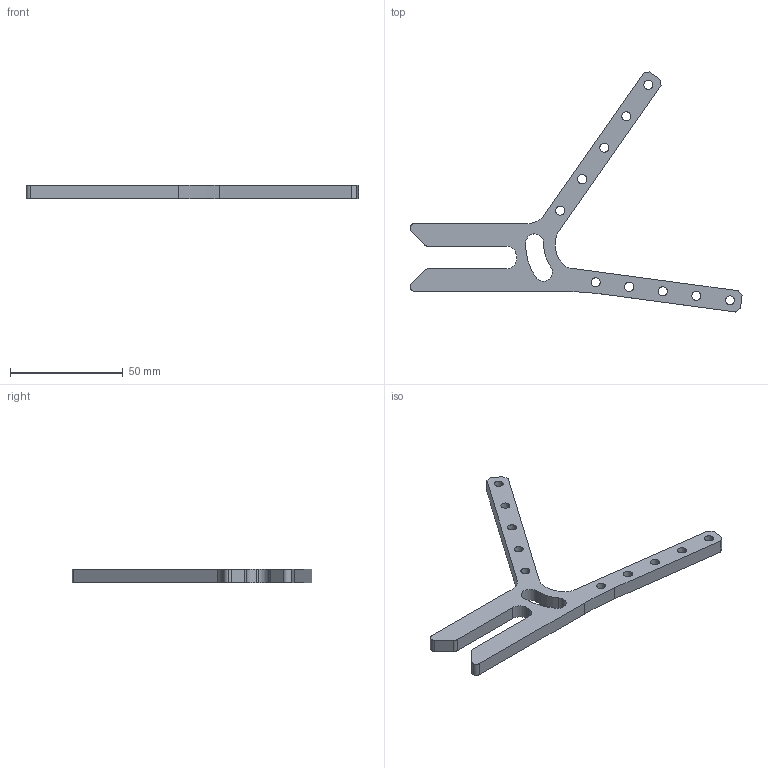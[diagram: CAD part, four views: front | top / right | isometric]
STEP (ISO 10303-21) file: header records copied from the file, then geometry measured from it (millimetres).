
FILE_DESCRIPTION (( 'STEP AP214' ), '1' );
FILE_NAME ('Drop Out.STEP', '2019-05-04T19:38:48', ( '' ), ( '' ), 'SwSTEP 2.0', 'SolidWorks 2017', '' );
FILE_SCHEMA (( 'AUTOMOTIVE_DESIGN' ));
Length unit declared in the file: millimetre
Products named in the file (1): Drop Out
Bounding box: 146.91 x 106.2 x 6 mm (x, y, z)
Volume: 16241.8 mm3; surface area: 10008.7 mm2
Topology: 1 solids, 1 shells, 57 faces, 165 edges, 110 vertices
Faces by surface type: cylinder 38, plane 19
Entity records: 1993 total; most frequent: DIRECTION 357, CARTESIAN_POINT 333, ORIENTED_EDGE 330, EDGE_CURVE 165, AXIS2_PLACEMENT_3D 134, VERTEX_POINT 110, VECTOR 89, LINE 89
